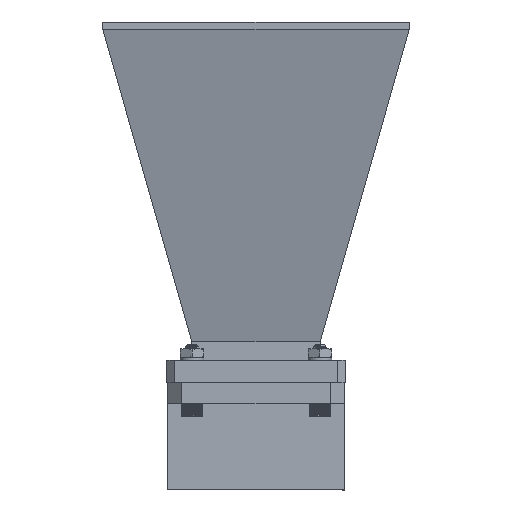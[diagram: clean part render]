
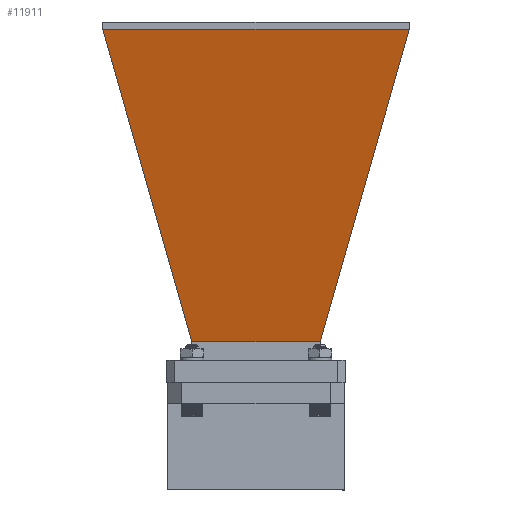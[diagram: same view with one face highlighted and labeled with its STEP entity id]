
A CAD part, front view. The second image highlights one B-rep face of the part: STEP entity #11911.
In plain terms, the highlighted face is planar.
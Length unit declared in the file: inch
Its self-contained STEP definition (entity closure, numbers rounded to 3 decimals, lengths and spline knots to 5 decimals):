
#581 = ORIENTED_EDGE ( 'NONE', *, *, #5945, .F. ) ;
#1026 = EDGE_LOOP ( 'NONE', ( #20807, #581, #17713, #23181 ) ) ;
#1075 = VERTEX_POINT ( 'NONE', #16123 ) ;
#1287 = DIRECTION ( 'NONE',  ( 0., -1., 0. ) ) ;
#1333 = CARTESIAN_POINT ( 'NONE',  ( -0.36661, 0.67965, 1.9539 ) ) ;
#1833 = VECTOR ( 'NONE', #14027, 39.37008 ) ;
#1955 = CARTESIAN_POINT ( 'NONE',  ( -1.19605, -1.6208, 5.25616 ) ) ;
#2780 = DIRECTION ( 'NONE',  ( 0., 1., 0. ) ) ;
#2844 = EDGE_CURVE ( 'NONE', #1075, #18800, #15357, .T. ) ;
#3846 = VERTEX_POINT ( 'NONE', #1955 ) ;
#4478 = PLANE ( 'NONE',  #9684 ) ;
#4891 = VECTOR ( 'NONE', #2780, 39.37008 ) ;
#5177 = LINE ( 'NONE', #8601, #1833 ) ;
#5945 = EDGE_CURVE ( 'NONE', #3846, #18800, #5177, .T. ) ;
#8130 = DIRECTION ( 'NONE',  ( -0.244, 0., 0.97 ) ) ;
#8601 = CARTESIAN_POINT ( 'NONE',  ( -1.19605, -1.6208, 5.25616 ) ) ;
#9103 = VECTOR ( 'NONE', #1287, 39.37008 ) ;
#9684 = AXIS2_PLACEMENT_3D ( 'NONE', #10001, #22550, #8130 ) ;
#9929 = VERTEX_POINT ( 'NONE', #21931 ) ;
#10001 = CARTESIAN_POINT ( 'NONE',  ( -0.78578, 0., 3.62274 ) ) ;
#10172 = CARTESIAN_POINT ( 'NONE',  ( -0.36661, -0.67965, 1.9539 ) ) ;
#11911 = ADVANCED_FACE ( 'NONE', ( #17336 ), #4478, .T. ) ;
#12401 = LINE ( 'NONE', #1333, #22684 ) ;
#13503 = LINE ( 'NONE', #18943, #4891 ) ;
#14027 = DIRECTION ( 'NONE',  ( 0.235, 0.266, -0.935 ) ) ;
#15357 = LINE ( 'NONE', #22568, #9103 ) ;
#16123 = CARTESIAN_POINT ( 'NONE',  ( -0.36661, 0.67965, 1.9539 ) ) ;
#17336 = FACE_OUTER_BOUND ( 'NONE', #1026, .T. ) ;
#17713 = ORIENTED_EDGE ( 'NONE', *, *, #21451, .T. ) ;
#18800 = VERTEX_POINT ( 'NONE', #10172 ) ;
#18943 = CARTESIAN_POINT ( 'NONE',  ( -1.19605, 0., 5.25616 ) ) ;
#19621 = DIRECTION ( 'NONE',  ( -0.235, 0.266, 0.935 ) ) ;
#20807 = ORIENTED_EDGE ( 'NONE', *, *, #2844, .T. ) ;
#21451 = EDGE_CURVE ( 'NONE', #3846, #9929, #13503, .T. ) ;
#21657 = EDGE_CURVE ( 'NONE', #1075, #9929, #12401, .T. ) ;
#21931 = CARTESIAN_POINT ( 'NONE',  ( -1.19605, 1.6208, 5.25616 ) ) ;
#22550 = DIRECTION ( 'NONE',  ( -0.97, 0., -0.244 ) ) ;
#22568 = CARTESIAN_POINT ( 'NONE',  ( -0.36661, 0., 1.9539 ) ) ;
#22684 = VECTOR ( 'NONE', #19621, 39.37008 ) ;
#23181 = ORIENTED_EDGE ( 'NONE', *, *, #21657, .F. ) ;
